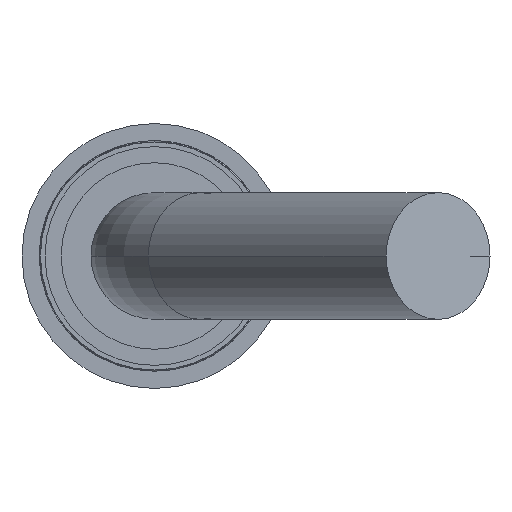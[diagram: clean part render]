
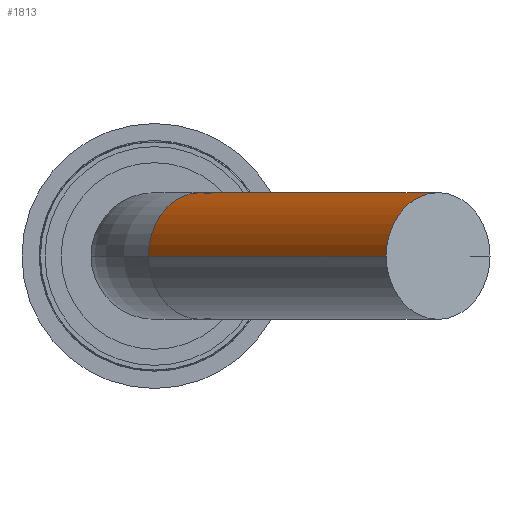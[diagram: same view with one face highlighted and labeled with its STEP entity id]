
A CAD part, front view. The second image highlights one B-rep face of the part: STEP entity #1813.
In plain terms, the highlighted cylindrical face has radius 0.275 mm (diameter 0.55 mm), a partial arc.
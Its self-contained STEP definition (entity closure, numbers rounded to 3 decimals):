
#8 = FACE_OUTER_BOUND ( 'NONE', #4071, .T. ) ;
#67 = CARTESIAN_POINT ( 'NONE',  ( 1.231, -46.105, 0. ) ) ;
#94 = DIRECTION ( 'NONE',  ( -0.574, 0.819, 0. ) ) ;
#174 = DIRECTION ( 'NONE',  ( 0.574, -0.819, 0. ) ) ;
#391 = AXIS2_PLACEMENT_3D ( 'NONE', #3826, #5139, #3432 ) ;
#469 = CARTESIAN_POINT ( 'NONE',  ( 1.457, -45.948, 0. ) ) ;
#516 = DIRECTION ( 'NONE',  ( 0.819, 0.574, 0. ) ) ;
#708 = ORIENTED_EDGE ( 'NONE', *, *, #1104, .T. ) ;
#946 = EDGE_CURVE ( 'Defeature ausgef�hrt1_1+Defeature ausgef�hrt1_0+Defeature ausgef�hrt1_0+Defeature ausgef�hrt1_0', #1426, #5033, #5450, .T. ) ;
#1104 = EDGE_CURVE ( 'NONE', #1426, #2379, #5265, .T. ) ;
#1159 = DIRECTION ( 'NONE',  ( 0.574, -0.819, 0. ) ) ;
#1234 = CARTESIAN_POINT ( 'NONE',  ( 1.006, -46.263, 0. ) ) ;
#1273 = ORIENTED_EDGE ( 'NONE', *, *, #4193, .F. ) ;
#1426 = VERTEX_POINT ( 'NONE', #4211 ) ;
#1440 = VERTEX_POINT ( 'NONE', #469 ) ;
#1546 = VECTOR ( 'NONE', #174, 1000. ) ;
#1701 = EDGE_CURVE ( 'Defeature ausgef�hrt1_3+Defeature ausgef�hrt1_0+Defeature ausgef�hrt1_0+Defeature ausgef�hrt1_0', #1440, #2379, #3696, .T. ) ;
#1813 = ADVANCED_FACE ( 'Defeature ausgef�hrt1_0', ( #8 ), #4234, .T. ) ;
#2364 = CARTESIAN_POINT ( 'NONE',  ( -0.026, -44.789, 0. ) ) ;
#2379 = VERTEX_POINT ( 'NONE', #1234 ) ;
#2389 = AXIS2_PLACEMENT_3D ( 'NONE', #4766, #94, #4724 ) ;
#3182 = LINE ( 'NONE', #5286, #1546 ) ;
#3432 = DIRECTION ( 'NONE',  ( 0.819, 0.574, 0. ) ) ;
#3696 = CIRCLE ( 'NONE', #4142, 0.275 ) ;
#3773 = VECTOR ( 'NONE', #1159, 1000. ) ;
#3826 = CARTESIAN_POINT ( 'NONE',  ( 0.199, -44.631, 0. ) ) ;
#4071 = EDGE_LOOP ( 'NONE', ( #5085, #708, #4388, #1273 ) ) ;
#4142 = AXIS2_PLACEMENT_3D ( 'NONE', #67, #4733, #516 ) ;
#4193 = EDGE_CURVE ( 'NONE', #5033, #1440, #3182, .T. ) ;
#4211 = CARTESIAN_POINT ( 'NONE',  ( -0.026, -44.789, 0. ) ) ;
#4234 = CYLINDRICAL_SURFACE ( 'NONE', #391, 0.275 ) ;
#4388 = ORIENTED_EDGE ( 'NONE', *, *, #1701, .F. ) ;
#4724 = DIRECTION ( 'NONE',  ( 0., 0., 1. ) ) ;
#4733 = DIRECTION ( 'NONE',  ( 0.574, -0.819, 0. ) ) ;
#4766 = CARTESIAN_POINT ( 'NONE',  ( 0.199, -44.631, 0. ) ) ;
#5033 = VERTEX_POINT ( 'NONE', #5337 ) ;
#5085 = ORIENTED_EDGE ( 'NONE', *, *, #946, .F. ) ;
#5139 = DIRECTION ( 'NONE',  ( 0.574, -0.819, 0. ) ) ;
#5265 = LINE ( 'NONE', #2364, #3773 ) ;
#5286 = CARTESIAN_POINT ( 'NONE',  ( 0.424, -44.473, 0. ) ) ;
#5337 = CARTESIAN_POINT ( 'NONE',  ( 0.424, -44.473, 0. ) ) ;
#5450 = CIRCLE ( 'NONE', #2389, 0.275 ) ;
